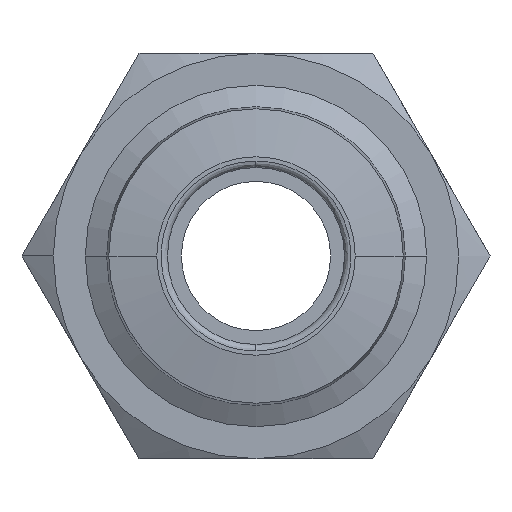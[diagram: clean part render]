
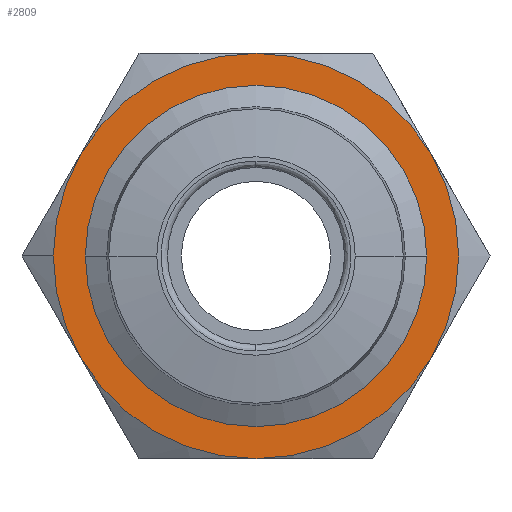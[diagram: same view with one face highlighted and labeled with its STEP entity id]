
A CAD part, front view. The second image highlights one B-rep face of the part: STEP entity #2809.
In plain terms, the highlighted planar face has unit normal (0, -1, 0).
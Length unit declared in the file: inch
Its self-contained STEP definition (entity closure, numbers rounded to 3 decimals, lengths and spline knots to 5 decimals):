
#2 = DIRECTION ( 'NONE',  ( 1., 0., 0. ) ) ;
#18 = DIRECTION ( 'NONE',  ( 0., -1., 0. ) ) ;
#47 = CARTESIAN_POINT ( 'NONE',  ( 0., -0.25591, 0. ) ) ;
#65 = DIRECTION ( 'NONE',  ( -1., 0., 0. ) ) ;
#196 = CIRCLE ( 'NONE', #3369, 0.37402 ) ;
#201 = DIRECTION ( 'NONE',  ( 0., -1., 0. ) ) ;
#455 = CARTESIAN_POINT ( 'NONE',  ( 0., -0.25591, 0. ) ) ;
#768 = EDGE_CURVE ( 'NONE', #1990, #897, #1138, .T. ) ;
#814 = DIRECTION ( 'NONE',  ( 1., 0., 0. ) ) ;
#846 = EDGE_CURVE ( 'NONE', #1567, #1556, #1083, .T. ) ;
#897 = VERTEX_POINT ( 'NONE', #2411 ) ;
#967 = EDGE_LOOP ( 'NONE', ( #2938, #3928, #4079, #1901, #4019, #3578, #1846 ) ) ;
#1010 = DIRECTION ( 'NONE',  ( 0., -1., 0. ) ) ;
#1083 = CIRCLE ( 'NONE', #3114, 0.37402 ) ;
#1138 = CIRCLE ( 'NONE', #1708, 0.37402 ) ;
#1173 = DIRECTION ( 'NONE',  ( 0., -1., 0. ) ) ;
#1213 = CARTESIAN_POINT ( 'NONE',  ( 0., -0.25591, 0.37402 ) ) ;
#1293 = EDGE_CURVE ( 'NONE', #897, #3858, #3413, .T. ) ;
#1378 = AXIS2_PLACEMENT_3D ( 'NONE', #3278, #1173, #3613 ) ;
#1485 = CARTESIAN_POINT ( 'NONE',  ( -0.32391, -0.25591, -0.18701 ) ) ;
#1556 = VERTEX_POINT ( 'NONE', #1213 ) ;
#1567 = VERTEX_POINT ( 'NONE', #1934 ) ;
#1632 = VERTEX_POINT ( 'NONE', #1985 ) ;
#1708 = AXIS2_PLACEMENT_3D ( 'NONE', #2382, #2348, #2530 ) ;
#1712 = DIRECTION ( 'NONE',  ( 0., -1., 0. ) ) ;
#1719 = ORIENTED_EDGE ( 'NONE', *, *, #2417, .F. ) ;
#1827 = AXIS2_PLACEMENT_3D ( 'NONE', #4163, #2090, #2 ) ;
#1846 = ORIENTED_EDGE ( 'NONE', *, *, #1293, .T. ) ;
#1848 = VERTEX_POINT ( 'NONE', #2113 ) ;
#1901 = ORIENTED_EDGE ( 'NONE', *, *, #846, .T. ) ;
#1933 = CARTESIAN_POINT ( 'NONE',  ( 0., -0.25591, 0. ) ) ;
#1934 = CARTESIAN_POINT ( 'NONE',  ( 0.32391, -0.25591, 0.18701 ) ) ;
#1985 = CARTESIAN_POINT ( 'NONE',  ( -0.31496, -0.25591, 0. ) ) ;
#1990 = VERTEX_POINT ( 'NONE', #2253 ) ;
#2047 = PLANE ( 'NONE',  #3518 ) ;
#2090 = DIRECTION ( 'NONE',  ( 0., -1., 0. ) ) ;
#2113 = CARTESIAN_POINT ( 'NONE',  ( 0., -0.25591, -0.37402 ) ) ;
#2145 = DIRECTION ( 'NONE',  ( 0., -1., 0. ) ) ;
#2253 = CARTESIAN_POINT ( 'NONE',  ( -0.32391, -0.25591, 0.18701 ) ) ;
#2259 = AXIS2_PLACEMENT_3D ( 'NONE', #3116, #1010, #3463 ) ;
#2288 = DIRECTION ( 'NONE',  ( -1., 0., 0. ) ) ;
#2303 = CARTESIAN_POINT ( 'NONE',  ( 0., -0.25591, 0. ) ) ;
#2337 = EDGE_CURVE ( 'NONE', #1848, #2787, #3653, .T. ) ;
#2348 = DIRECTION ( 'NONE',  ( 0., -1., 0. ) ) ;
#2382 = CARTESIAN_POINT ( 'NONE',  ( 0., -0.25591, 0. ) ) ;
#2411 = CARTESIAN_POINT ( 'NONE',  ( -0.37402, -0.25591, 0. ) ) ;
#2417 = EDGE_CURVE ( 'NONE', #1632, #3821, #3281, .T. ) ;
#2523 = CARTESIAN_POINT ( 'NONE',  ( 0.31496, -0.25591, 0. ) ) ;
#2530 = DIRECTION ( 'NONE',  ( -1., 0., 0. ) ) ;
#2652 = DIRECTION ( 'NONE',  ( -1., 0., 0. ) ) ;
#2735 = FACE_BOUND ( 'NONE', #4283, .T. ) ;
#2739 = CARTESIAN_POINT ( 'NONE',  ( 0.32391, -0.25591, -0.18701 ) ) ;
#2787 = VERTEX_POINT ( 'NONE', #2739 ) ;
#2809 = ADVANCED_FACE ( 'NONE', ( #2735, #3639 ), #2047, .T. ) ;
#2823 = AXIS2_PLACEMENT_3D ( 'NONE', #455, #2908, #814 ) ;
#2908 = DIRECTION ( 'NONE',  ( 0., -1., 0. ) ) ;
#2938 = ORIENTED_EDGE ( 'NONE', *, *, #4460, .T. ) ;
#3041 = CIRCLE ( 'NONE', #1827, 0.31496 ) ;
#3114 = AXIS2_PLACEMENT_3D ( 'NONE', #47, #18, #3134 ) ;
#3116 = CARTESIAN_POINT ( 'NONE',  ( 0., -0.25591, 0. ) ) ;
#3129 = AXIS2_PLACEMENT_3D ( 'NONE', #4213, #2145, #65 ) ;
#3134 = DIRECTION ( 'NONE',  ( -1., 0., 0. ) ) ;
#3195 = EDGE_CURVE ( 'NONE', #1556, #1990, #3740, .T. ) ;
#3278 = CARTESIAN_POINT ( 'NONE',  ( 0., -0.25591, 0. ) ) ;
#3281 = CIRCLE ( 'NONE', #2823, 0.31496 ) ;
#3369 = AXIS2_PLACEMENT_3D ( 'NONE', #2303, #201, #2652 ) ;
#3413 = CIRCLE ( 'NONE', #4231, 0.37402 ) ;
#3463 = DIRECTION ( 'NONE',  ( -1., 0., 0. ) ) ;
#3516 = EDGE_CURVE ( 'NONE', #2787, #1567, #4160, .T. ) ;
#3518 = AXIS2_PLACEMENT_3D ( 'NONE', #3800, #1712, #4142 ) ;
#3578 = ORIENTED_EDGE ( 'NONE', *, *, #768, .T. ) ;
#3613 = DIRECTION ( 'NONE',  ( -1., 0., 0. ) ) ;
#3639 = FACE_OUTER_BOUND ( 'NONE', #967, .T. ) ;
#3653 = CIRCLE ( 'NONE', #3129, 0.37402 ) ;
#3740 = CIRCLE ( 'NONE', #1378, 0.37402 ) ;
#3800 = CARTESIAN_POINT ( 'NONE',  ( 0.34449, -0.25591, 0. ) ) ;
#3821 = VERTEX_POINT ( 'NONE', #2523 ) ;
#3858 = VERTEX_POINT ( 'NONE', #1485 ) ;
#3902 = ORIENTED_EDGE ( 'NONE', *, *, #4200, .F. ) ;
#3928 = ORIENTED_EDGE ( 'NONE', *, *, #2337, .T. ) ;
#4019 = ORIENTED_EDGE ( 'NONE', *, *, #3195, .T. ) ;
#4079 = ORIENTED_EDGE ( 'NONE', *, *, #3516, .T. ) ;
#4142 = DIRECTION ( 'NONE',  ( 1., 0., 0. ) ) ;
#4160 = CIRCLE ( 'NONE', #2259, 0.37402 ) ;
#4163 = CARTESIAN_POINT ( 'NONE',  ( 0., -0.25591, 0. ) ) ;
#4200 = EDGE_CURVE ( 'NONE', #3821, #1632, #3041, .T. ) ;
#4213 = CARTESIAN_POINT ( 'NONE',  ( 0., -0.25591, 0. ) ) ;
#4231 = AXIS2_PLACEMENT_3D ( 'NONE', #1933, #4343, #2288 ) ;
#4283 = EDGE_LOOP ( 'NONE', ( #3902, #1719 ) ) ;
#4343 = DIRECTION ( 'NONE',  ( 0., -1., 0. ) ) ;
#4460 = EDGE_CURVE ( 'NONE', #3858, #1848, #196, .T. ) ;
